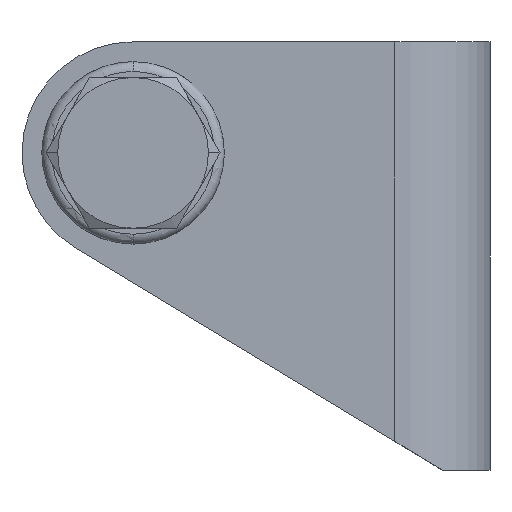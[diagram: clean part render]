
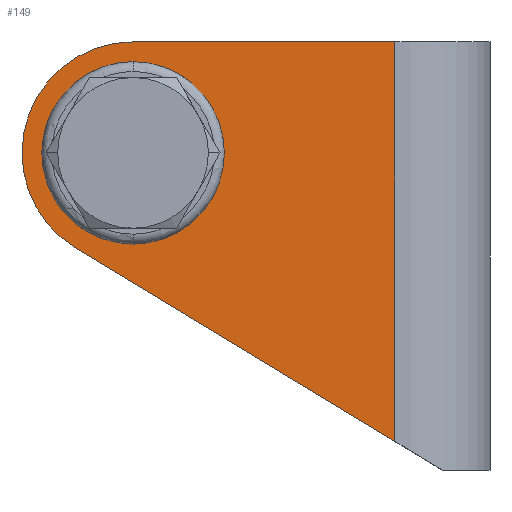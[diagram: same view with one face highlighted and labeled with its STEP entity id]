
A CAD part, left-side view. The second image highlights one B-rep face of the part: STEP entity #149.
In plain terms, the highlighted planar face has unit normal (-1, 0, 0).
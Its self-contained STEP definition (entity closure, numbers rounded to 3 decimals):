
#149=ADVANCED_FACE('',(#375,#376),#377,.T.);
#375=FACE_BOUND('',#615,.T.);
#376=FACE_OUTER_BOUND('',#616,.T.);
#377=PLANE('',#617);
#615=EDGE_LOOP('',(#1398,#1399));
#616=EDGE_LOOP('',(#1400,#1401,#1402,#1403));
#617=AXIS2_PLACEMENT_3D('',#1404,#1405,#1406);
#1398=ORIENTED_EDGE('',*,*,#1700,.T.);
#1399=ORIENTED_EDGE('',*,*,#1514,.T.);
#1400=ORIENTED_EDGE('',*,*,#1715,.T.);
#1401=ORIENTED_EDGE('',*,*,#1729,.F.);
#1402=ORIENTED_EDGE('',*,*,#1730,.F.);
#1403=ORIENTED_EDGE('',*,*,#1731,.F.);
#1404=CARTESIAN_POINT('',(-34.55,23.447,31.699));
#1405=DIRECTION('',(-1.0,0.0,0.));
#1406=DIRECTION('',(0.,0.0,1.0));
#1514=EDGE_CURVE('',#1796,#1794,#1797,.T.);
#1700=EDGE_CURVE('',#1794,#1796,#2084,.T.);
#1715=EDGE_CURVE('',#2103,#2110,#2112,.T.);
#1729=EDGE_CURVE('',#2135,#2110,#2136,.T.);
#1730=EDGE_CURVE('',#2137,#2135,#2138,.T.);
#1731=EDGE_CURVE('',#2103,#2137,#2139,.T.);
#1794=VERTEX_POINT('',#2206);
#1796=VERTEX_POINT('',#2209);
#1797=CIRCLE('',#2210,11.5);
#2084=CIRCLE('',#2842,11.5);
#2103=VERTEX_POINT('',#2867);
#2110=VERTEX_POINT('',#2875);
#2112=LINE('',#2877,#2878);
#2135=VERTEX_POINT('',#2907);
#2136=LINE('',#2908,#2909);
#2137=VERTEX_POINT('',#2910);
#2138=CIRCLE('',#2911,14.0);
#2139=LINE('',#2912,#2913);
#2206=CARTESIAN_POINT('',(-34.55,56.5,40.0));
#2209=CARTESIAN_POINT('',(-34.55,33.5,40.0));
#2210=AXIS2_PLACEMENT_3D('',#3012,#3013,#3014);
#2842=AXIS2_PLACEMENT_3D('',#3336,#3337,#3338);
#2867=CARTESIAN_POINT('',(-34.55,12.0,3.635));
#2875=CARTESIAN_POINT('',(-34.55,12.0,54.0));
#2877=CARTESIAN_POINT('',(-34.55,12.0,27.0));
#2878=VECTOR('',#3367,1.0);
#2907=CARTESIAN_POINT('',(-34.55,45.0,54.0));
#2908=CARTESIAN_POINT('',(-34.55,0.0,54.0));
#2909=VECTOR('',#3395,1.0);
#2910=CARTESIAN_POINT('',(-34.55,52.255,28.026));
#2911=AXIS2_PLACEMENT_3D('',#3396,#3397,#3398);
#2912=CARTESIAN_POINT('',(-34.55,52.255,28.026));
#2913=VECTOR('',#3399,1.0);
#3012=CARTESIAN_POINT('',(-34.55,45.0,40.0));
#3013=DIRECTION('',(1.0,0.0,0.));
#3014=DIRECTION('',(0.0,1.0,0.0));
#3336=CARTESIAN_POINT('',(-34.55,45.0,40.0));
#3337=DIRECTION('',(1.0,0.0,0.));
#3338=DIRECTION('',(0.0,1.0,0.0));
#3367=DIRECTION('',(0.0,0.0,1.0));
#3395=DIRECTION('',(0.0,-1.0,-0.0));
#3396=CARTESIAN_POINT('',(-34.55,45.0,40.0));
#3397=DIRECTION('',(1.0,0.0,0.));
#3398=DIRECTION('',(0.,0.0,1.0));
#3399=DIRECTION('',(0.,0.855,0.518));
